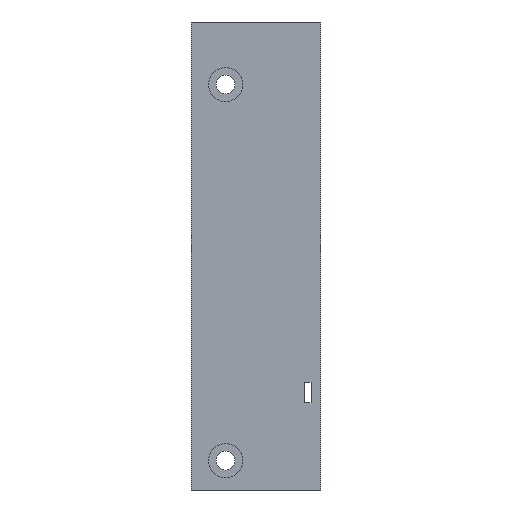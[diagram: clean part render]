
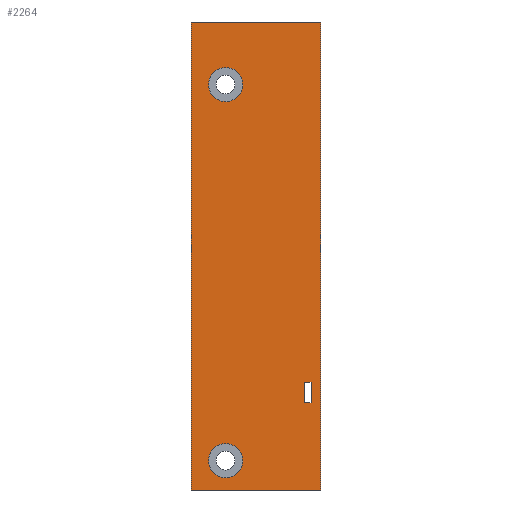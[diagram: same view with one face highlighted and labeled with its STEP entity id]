
A CAD part, left-side view. The second image highlights one B-rep face of the part: STEP entity #2264.
In plain terms, the highlighted planar face has unit normal (-1, 0, 0).
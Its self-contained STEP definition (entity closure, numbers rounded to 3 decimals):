
#62=FACE_BOUND('',#395,.T.);
#63=FACE_BOUND('',#396,.T.);
#64=FACE_BOUND('',#397,.T.);
#127=PLANE('',#2478);
#237=FACE_OUTER_BOUND('',#394,.T.);
#394=EDGE_LOOP('',(#2086,#2087,#2088,#2089));
#395=EDGE_LOOP('',(#2090));
#396=EDGE_LOOP('',(#2091));
#397=EDGE_LOOP('',(#2092,#2093,#2094,#2095));
#412=LINE('',#3176,#640);
#422=LINE('',#3196,#650);
#425=LINE('',#3202,#653);
#438=LINE('',#3228,#666);
#614=LINE('',#3725,#842);
#624=LINE('',#3744,#852);
#625=LINE('',#3747,#853);
#626=LINE('',#3748,#854);
#640=VECTOR('',#2555,10.);
#650=VECTOR('',#2571,10.);
#653=VECTOR('',#2576,10.);
#666=VECTOR('',#2595,10.);
#842=VECTOR('',#3083,10.);
#852=VECTOR('',#3101,10.);
#853=VECTOR('',#3104,10.);
#854=VECTOR('',#3105,10.);
#856=CIRCLE('',#2282,5.);
#859=CIRCLE('',#2287,5.);
#946=VERTEX_POINT('',#3113);
#949=VERTEX_POINT('',#3122);
#966=VERTEX_POINT('',#3174);
#967=VERTEX_POINT('',#3175);
#974=VERTEX_POINT('',#3195);
#976=VERTEX_POINT('',#3201);
#1150=VERTEX_POINT('',#3722);
#1151=VERTEX_POINT('',#3724);
#1156=VERTEX_POINT('',#3742);
#1157=VERTEX_POINT('',#3746);
#1158=EDGE_CURVE('',#946,#946,#856,.T.);
#1162=EDGE_CURVE('',#949,#949,#859,.T.);
#1186=EDGE_CURVE('',#966,#967,#412,.T.);
#1196=EDGE_CURVE('',#967,#974,#422,.T.);
#1199=EDGE_CURVE('',#974,#976,#425,.T.);
#1213=EDGE_CURVE('',#976,#966,#438,.T.);
#1462=EDGE_CURVE('',#1150,#1151,#614,.T.);
#1472=EDGE_CURVE('',#1156,#1151,#624,.T.);
#1473=EDGE_CURVE('',#1156,#1157,#625,.T.);
#1474=EDGE_CURVE('',#1157,#1150,#626,.T.);
#2086=ORIENTED_EDGE('',*,*,#1473,.F.);
#2087=ORIENTED_EDGE('',*,*,#1472,.T.);
#2088=ORIENTED_EDGE('',*,*,#1462,.F.);
#2089=ORIENTED_EDGE('',*,*,#1474,.F.);
#2090=ORIENTED_EDGE('',*,*,#1158,.T.);
#2091=ORIENTED_EDGE('',*,*,#1162,.T.);
#2092=ORIENTED_EDGE('',*,*,#1196,.T.);
#2093=ORIENTED_EDGE('',*,*,#1199,.T.);
#2094=ORIENTED_EDGE('',*,*,#1213,.T.);
#2095=ORIENTED_EDGE('',*,*,#1186,.T.);
#2264=ADVANCED_FACE('',(#237,#62,#63,#64),#127,.T.);
#2282=AXIS2_PLACEMENT_3D('',#3114,#2485,#2486);
#2287=AXIS2_PLACEMENT_3D('',#3123,#2496,#2497);
#2478=AXIS2_PLACEMENT_3D('',#3745,#3102,#3103);
#2485=DIRECTION('center_axis',(1.,0.,0.));
#2486=DIRECTION('ref_axis',(0.,1.,0.));
#2496=DIRECTION('center_axis',(1.,0.,0.));
#2497=DIRECTION('ref_axis',(0.,1.,0.));
#2555=DIRECTION('',(0.,1.,0.));
#2571=DIRECTION('',(0.,0.,1.));
#2576=DIRECTION('',(0.,-1.,0.));
#2595=DIRECTION('',(0.,0.,-1.));
#3083=DIRECTION('',(0.,-1.,0.));
#3101=DIRECTION('',(0.,0.,1.));
#3102=DIRECTION('center_axis',(-1.,0.,0.));
#3103=DIRECTION('ref_axis',(0.,-1.,0.));
#3104=DIRECTION('',(0.,1.,0.));
#3105=DIRECTION('',(0.,0.,1.));
#3113=CARTESIAN_POINT('',(-88.,20.,348.5));
#3114=CARTESIAN_POINT('Origin',(-88.,25.,348.5));
#3122=CARTESIAN_POINT('',(-88.,20.,458.5));
#3123=CARTESIAN_POINT('Origin',(-88.,25.,458.5));
#3174=CARTESIAN_POINT('',(-88.,0.,365.4));
#3175=CARTESIAN_POINT('',(-88.,2.,365.4));
#3176=CARTESIAN_POINT('',(-88.,18.5,365.4));
#3195=CARTESIAN_POINT('',(-88.,2.,371.4));
#3196=CARTESIAN_POINT('',(-88.,2.,185.7));
#3201=CARTESIAN_POINT('',(-88.,0.,371.4));
#3202=CARTESIAN_POINT('',(-88.,17.5,371.4));
#3228=CARTESIAN_POINT('',(-88.,0.,182.7));
#3722=CARTESIAN_POINT('',(-88.,35.,476.8));
#3724=CARTESIAN_POINT('',(-88.,-2.8,476.8));
#3725=CARTESIAN_POINT('',(-88.,35.,476.8));
#3742=CARTESIAN_POINT('',(-88.,-2.8,339.9));
#3744=CARTESIAN_POINT('',(-88.,-2.8,0.));
#3745=CARTESIAN_POINT('Origin',(-88.,35.,0.));
#3746=CARTESIAN_POINT('',(-88.,35.,339.9));
#3747=CARTESIAN_POINT('',(-88.,25.55,339.9));
#3748=CARTESIAN_POINT('',(-88.,35.,0.));
